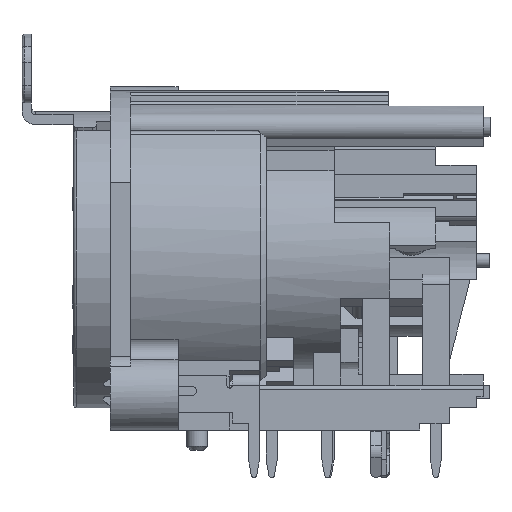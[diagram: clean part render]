
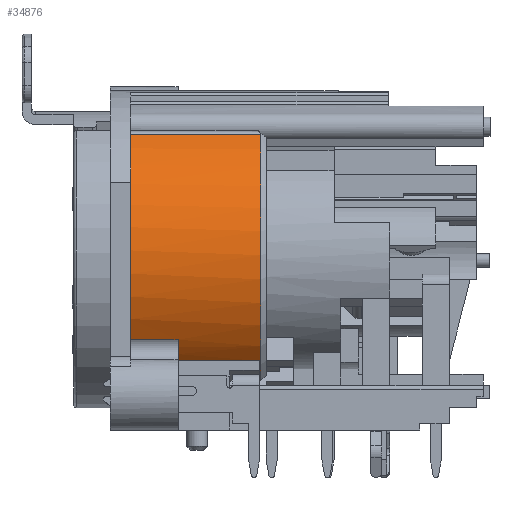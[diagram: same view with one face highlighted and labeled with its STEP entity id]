
A CAD part, left-side view. The second image highlights one B-rep face of the part: STEP entity #34876.
In plain terms, the highlighted cylindrical face has radius 10.9 mm (diameter 21.8 mm), a partial arc.
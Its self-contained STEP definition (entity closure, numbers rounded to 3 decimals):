
#25689=CARTESIAN_POINT('',(-8.,-5.,5.097));
#25690=VERTEX_POINT('',#25689);
#25697=CARTESIAN_POINT('',(-9.204,-5.,6.661));
#25698=VERTEX_POINT('',#25697);
#25699=CARTESIAN_POINT('',(0.,-5.,12.5));
#25700=DIRECTION('',(0.0,-1.0,0.0));
#25701=DIRECTION('',(-1.0,0.0,0.0));
#25702=AXIS2_PLACEMENT_3D('',#25699,#25700,#25701);
#25703=CIRCLE('',#25702,10.9);
#25704=EDGE_CURVE('',#25698,#25690,#25703,.T.);
#30662=CARTESIAN_POINT('',(-5.722,-1.5,21.777));
#30663=VERTEX_POINT('',#30662);
#30671=CARTESIAN_POINT('',(-5.722,-11.1,21.777));
#30672=VERTEX_POINT('',#30671);
#30673=CARTESIAN_POINT('',(-5.722,-1.5,21.777));
#30674=DIRECTION('',(0.0,-1.0,0.0));
#30675=VECTOR('',#30674,9.6);
#30676=LINE('',#30673,#30675);
#30677=EDGE_CURVE('',#30663,#30672,#30676,.T.);
#30731=CARTESIAN_POINT('',(-9.204,-1.5,6.661));
#30732=VERTEX_POINT('',#30731);
#30740=CARTESIAN_POINT('',(0.,-1.5,12.5));
#30741=DIRECTION('',(0.0,1.0,0.0));
#30742=DIRECTION('',(-1.0,0.0,0.0));
#30743=AXIS2_PLACEMENT_3D('',#30740,#30741,#30742);
#30744=CIRCLE('',#30743,10.9);
#30745=EDGE_CURVE('',#30732,#30663,#30744,.T.);
#34810=CARTESIAN_POINT('',(-6.375,-11.1,3.659));
#34811=VERTEX_POINT('',#34810);
#34812=CARTESIAN_POINT('',(0.,-11.1,12.5));
#34813=DIRECTION('',(0.0,-1.0,0.0));
#34814=DIRECTION('',(-1.0,0.0,0.0));
#34815=AXIS2_PLACEMENT_3D('',#34812,#34813,#34814);
#34816=CIRCLE('',#34815,10.9);
#34817=EDGE_CURVE('',#30672,#34811,#34816,.T.);
#34836=CARTESIAN_POINT('',(0.,-1.5,12.5));
#34837=DIRECTION('',(0.,-1.0,0.));
#34838=DIRECTION('',(-1.0,0.0,0.0));
#34839=AXIS2_PLACEMENT_3D('',#34836,#34837,#34838);
#34840=CYLINDRICAL_SURFACE('',#34839,10.9);
#34841=ORIENTED_EDGE('',*,*,#30677,.F.);
#34842=ORIENTED_EDGE('',*,*,#30745,.F.);
#34843=CARTESIAN_POINT('',(-9.204,-1.5,6.661));
#34844=DIRECTION('',(0.0,-1.0,0.0));
#34845=VECTOR('',#34844,3.5);
#34846=LINE('',#34843,#34845);
#34847=EDGE_CURVE('',#30732,#25698,#34846,.T.);
#34848=ORIENTED_EDGE('',*,*,#34847,.T.);
#34849=ORIENTED_EDGE('',*,*,#25704,.T.);
#34850=CARTESIAN_POINT('',(-8.,-11.,5.097));
#34851=VERTEX_POINT('',#34850);
#34852=CARTESIAN_POINT('',(-8.,-5.,5.097));
#34853=DIRECTION('',(0.0,-1.0,0.0));
#34854=VECTOR('',#34853,6.);
#34855=LINE('',#34852,#34854);
#34856=EDGE_CURVE('',#25690,#34851,#34855,.T.);
#34857=ORIENTED_EDGE('',*,*,#34856,.T.);
#34858=CARTESIAN_POINT('',(-6.375,-11.,3.659));
#34859=VERTEX_POINT('',#34858);
#34860=CARTESIAN_POINT('',(0.,-11.,12.5));
#34861=DIRECTION('',(0.,1.0,0.));
#34862=DIRECTION('',(0.734,0.,0.679));
#34863=AXIS2_PLACEMENT_3D('',#34860,#34861,#34862);
#34864=CIRCLE('',#34863,10.9);
#34865=EDGE_CURVE('',#34859,#34851,#34864,.T.);
#34866=ORIENTED_EDGE('',*,*,#34865,.F.);
#34867=CARTESIAN_POINT('',(-6.375,-11.,3.659));
#34868=DIRECTION('',(0.0,-1.0,0.0));
#34869=VECTOR('',#34868,0.1);
#34870=LINE('',#34867,#34869);
#34871=EDGE_CURVE('',#34859,#34811,#34870,.T.);
#34872=ORIENTED_EDGE('',*,*,#34871,.T.);
#34873=ORIENTED_EDGE('',*,*,#34817,.F.);
#34874=EDGE_LOOP('',(#34841,#34842,#34848,#34849,#34857,#34866,#34872,#34873));
#34875=FACE_OUTER_BOUND('',#34874,.T.);
#34876=ADVANCED_FACE('',(#34875),#34840,.T.);
